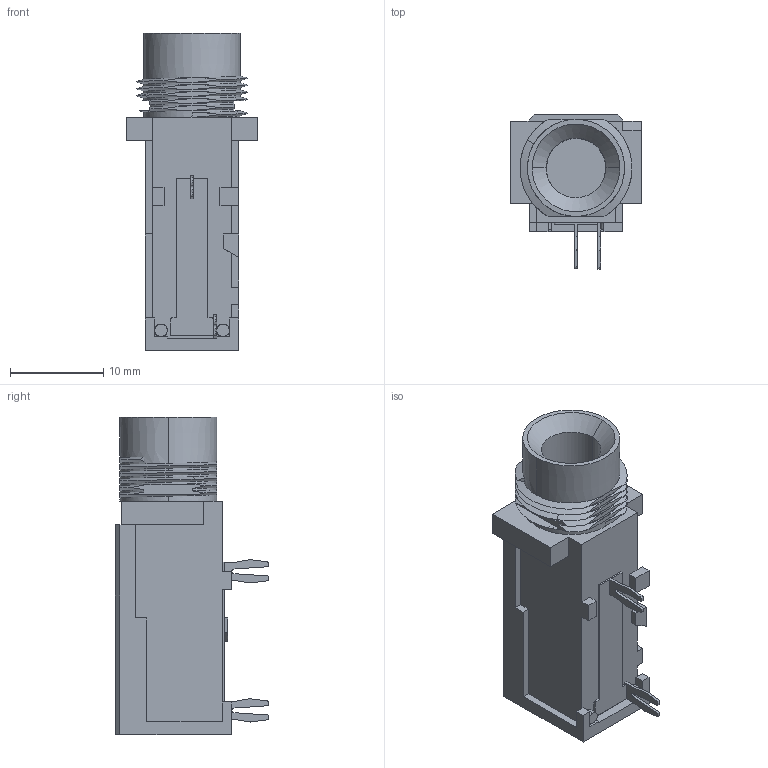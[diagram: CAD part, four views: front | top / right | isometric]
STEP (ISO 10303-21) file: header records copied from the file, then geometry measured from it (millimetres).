
FILE_DESCRIPTION (( 'STEP AP214' ), '1' );
FILE_NAME ('CUI_DEVICES_MJ-63022A.step', '2021-03-03T15:14:12', ( '' ), ( '' ), 'SwSTEP 2.0', 'SolidWorks 2021', '' );
FILE_SCHEMA (( 'AUTOMOTIVE_DESIGN' ));
Length unit declared in the file: millimetre
Products named in the file (1): CUI_DEVICES_MJ-63022A
Bounding box: 14 x 16.5 x 34 mm (x, y, z)
Volume: 2404.7 mm3; surface area: 2680.5 mm2
Topology: 1 solids, 1 shells, 180 faces, 489 edges, 312 vertices
Faces by surface type: plane 118, bspline 62
Entity records: 13969 total; most frequent: CARTESIAN_POINT 9658, ORIENTED_EDGE 978, DIRECTION 514, EDGE_CURVE 489, VERTEX_POINT 312, VECTOR 276, LINE 276, B_SPLINE_CURVE_WITH_KNOTS 213
